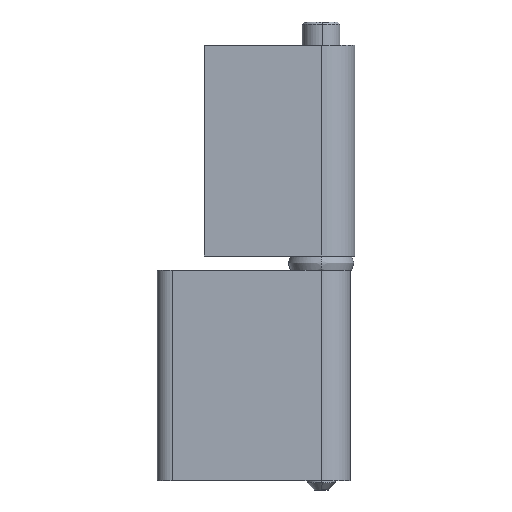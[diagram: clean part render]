
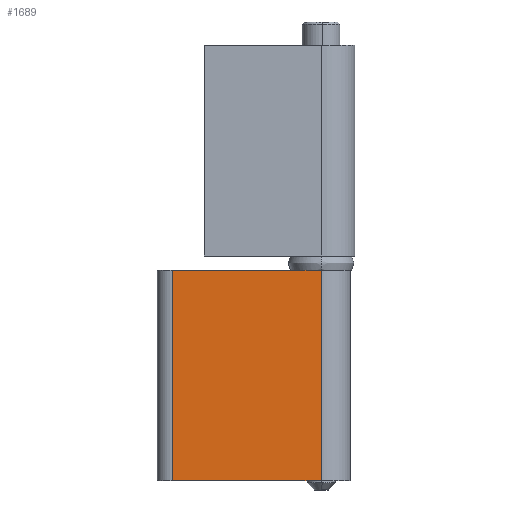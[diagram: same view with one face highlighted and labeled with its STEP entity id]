
A CAD part, front view. The second image highlights one B-rep face of the part: STEP entity #1689.
In plain terms, the highlighted free-form (B-spline) face has degree [1, 1] with [2, 2] control points.
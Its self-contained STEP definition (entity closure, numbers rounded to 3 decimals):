
#1340=CARTESIAN_POINT('',(0.0,-6.2,2.0));
#1341=VERTEX_POINT('',#1340);
#1361=CARTESIAN_POINT('',(-31.8,-6.2,2.0));
#1362=VERTEX_POINT('',#1361);
#1363=CARTESIAN_POINT('',(-31.8,-6.2,2.0));
#1364=CARTESIAN_POINT('',(0.0,-6.2,2.0));
#1365=QUASI_UNIFORM_CURVE('',1,(#1363,#1364),.UNSPECIFIED.,.F.,.U.);
#1366=EDGE_CURVE('',#1362,#1341,#1365,.T.);
#1470=CARTESIAN_POINT('',(-31.8,-6.2,47.0));
#1471=VERTEX_POINT('',#1470);
#1485=CARTESIAN_POINT('',(0.0,-6.2,47.0));
#1486=VERTEX_POINT('',#1485);
#1487=CARTESIAN_POINT('',(-31.8,-6.2,47.0));
#1488=CARTESIAN_POINT('',(0.0,-6.2,47.0));
#1489=QUASI_UNIFORM_CURVE('',1,(#1487,#1488),.UNSPECIFIED.,.F.,.U.);
#1490=EDGE_CURVE('',#1471,#1486,#1489,.T.);
#1666=CARTESIAN_POINT('',(0.0,-6.2,47.0));
#1667=CARTESIAN_POINT('',(0.0,-6.2,2.0));
#1668=QUASI_UNIFORM_CURVE('',1,(#1666,#1667),.UNSPECIFIED.,.F.,.U.);
#1669=EDGE_CURVE('',#1486,#1341,#1668,.T.);
#1674=CARTESIAN_POINT('',(-33.388,-6.2,-0.248));
#1675=CARTESIAN_POINT('',(-33.388,-6.2,49.248));
#1676=CARTESIAN_POINT('',(1.588,-6.2,-0.248));
#1677=CARTESIAN_POINT('',(1.588,-6.2,49.248));
#1678=B_SPLINE_SURFACE_WITH_KNOTS('',1,1,((#1674,#1676),(#1675,#1677)),.UNSPECIFIED.,.F.,.F.,.U.,(2,2),(2,2),(0.0,49.496),(0.0,34.977),.UNSPECIFIED.);
#1679=ORIENTED_EDGE('',*,*,#1366,.T.);
#1680=ORIENTED_EDGE('',*,*,#1669,.F.);
#1681=ORIENTED_EDGE('',*,*,#1490,.F.);
#1682=CARTESIAN_POINT('',(-31.8,-6.2,47.0));
#1683=CARTESIAN_POINT('',(-31.8,-6.2,2.0));
#1684=QUASI_UNIFORM_CURVE('',1,(#1682,#1683),.UNSPECIFIED.,.F.,.U.);
#1685=EDGE_CURVE('',#1471,#1362,#1684,.T.);
#1686=ORIENTED_EDGE('',*,*,#1685,.T.);
#1687=EDGE_LOOP('',(#1679,#1680,#1681,#1686));
#1688=FACE_OUTER_BOUND('',#1687,.T.);
#1689=ADVANCED_FACE('',(#1688),#1678,.F.);
